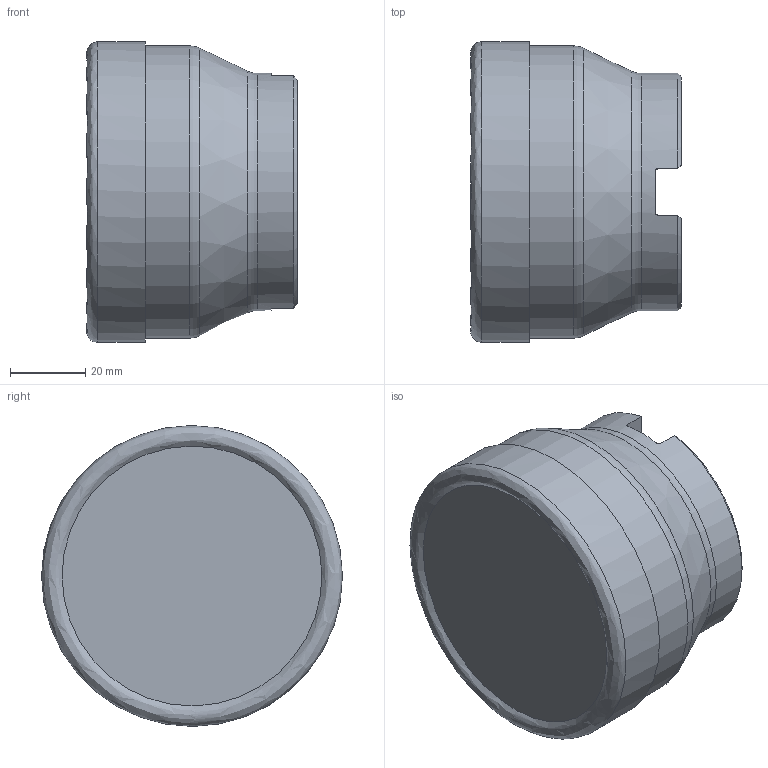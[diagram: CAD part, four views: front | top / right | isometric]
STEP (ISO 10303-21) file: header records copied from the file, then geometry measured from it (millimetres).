
FILE_DESCRIPTION(/* description */ (''),/* implementation_level */ '2;1');
FILE_NAME(/* name */ '80A05R-S90VC22C-SIM.stp',/* time_stamp */ '2020-02-06T13:21:22+01:00',/* author */ (''),/* organization */ (''),/* preprocessor_version */ 'ST-DEVELOPER v16.7',/* originating_system */ 'SIEMENS PLM Software NX 12.0',/* authorisation */ '');
FILE_SCHEMA (('AUTOMOTIVE_DESIGN { 1 0 10303 214 3 1 1 1 }'));
Length unit declared in the file: millimetre
Products named in the file (1): hm1528D44D159slz
Bounding box: 56 x 79.88 x 79.88 mm (x, y, z)
Volume: 245992.7 mm3; surface area: 38053.9 mm2
Topology: 2 solids, 2 shells, 44 faces, 99 edges, 61 vertices
Faces by surface type: plane 18, cylinder 10, cone 8, torus 6, revolution 2
Full cylindrical faces by diameter (mm): 14 x1, 20 x1, 27 x1, 28 x1, 63 x1, 77.6 x1
Entity records: 1226 total; most frequent: CARTESIAN_POINT 319, DIRECTION 183, ORIENTED_EDGE 148, AXIS2_PLACEMENT_3D 78, EDGE_CURVE 74, EDGE_LOOP 66, VERTEX_POINT 54, FACE_BOUND 44
